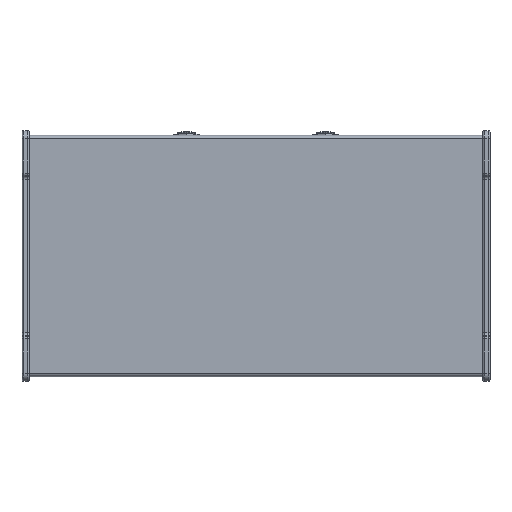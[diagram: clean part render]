
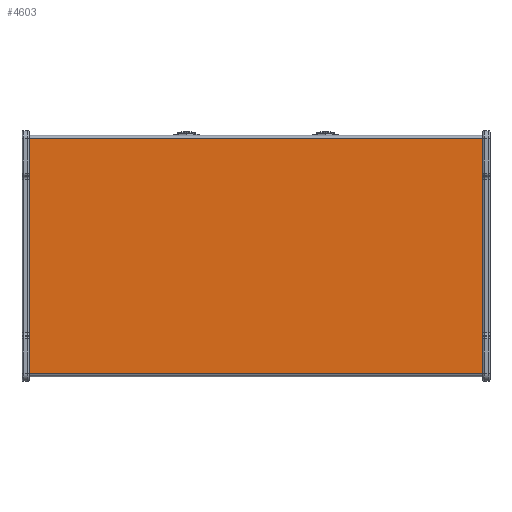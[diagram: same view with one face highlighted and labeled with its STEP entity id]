
A CAD part, front view. The second image highlights one B-rep face of the part: STEP entity #4603.
In plain terms, the highlighted planar face has unit normal (0, -1, 0).
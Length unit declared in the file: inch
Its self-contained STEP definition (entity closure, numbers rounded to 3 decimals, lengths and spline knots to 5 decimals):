
#3900 = EDGE_CURVE ( 'NONE', #18558, #18548, #9962, .T. ) ;
#3901 = EDGE_CURVE ( 'NONE', #18558, #18545, #9964, .T. ) ;
#3902 = EDGE_CURVE ( 'NONE', #18545, #18542, #9954, .T. ) ;
#3903 = EDGE_CURVE ( 'NONE', #18542, #18548, #9968, .T. ) ;
#4603 = ADVANCED_FACE ( 'NONE', ( #10197 ), #16225, .F. ) ;
#5286 = ORIENTED_EDGE ( 'NONE', *, *, #3901, .T. ) ;
#5287 = ORIENTED_EDGE ( 'NONE', *, *, #3900, .F. ) ;
#5293 = ORIENTED_EDGE ( 'NONE', *, *, #3902, .T. ) ;
#5295 = ORIENTED_EDGE ( 'NONE', *, *, #3903, .T. ) ;
#7288 = DIRECTION ( 'NONE',  ( 1., 0., 0. ) ) ;
#7289 = CARTESIAN_POINT ( 'NONE',  ( 7.75, -1.1479, -0.01043 ) ) ;
#7290 = DIRECTION ( 'NONE',  ( 0., 0., -1. ) ) ;
#7291 = DIRECTION ( 'NONE',  ( -1., 0., 0. ) ) ;
#7292 = CARTESIAN_POINT ( 'NONE',  ( 7.75, -1.1479, 3.99457 ) ) ;
#7293 = DIRECTION ( 'NONE',  ( 0., 0., -1. ) ) ;
#7294 = CARTESIAN_POINT ( 'NONE',  ( 7.75, -1.1479, -0.07043 ) ) ;
#7315 = CARTESIAN_POINT ( 'NONE',  ( 0., -1.1479, -0.07043 ) ) ;
#9954 = LINE ( 'NONE', #7315, #9969 ) ;
#9962 = LINE ( 'NONE', #7294, #9965 ) ;
#9964 = LINE ( 'NONE', #7292, #9967 ) ;
#9965 = VECTOR ( 'NONE', #7293, 39.37008 ) ;
#9967 = VECTOR ( 'NONE', #7291, 39.37008 ) ;
#9968 = LINE ( 'NONE', #7289, #9971 ) ;
#9969 = VECTOR ( 'NONE', #7290, 39.37008 ) ;
#9971 = VECTOR ( 'NONE', #7288, 39.37008 ) ;
#10197 = FACE_OUTER_BOUND ( 'NONE', #10890, .T. ) ;
#10890 = EDGE_LOOP ( 'NONE', ( #5287, #5286, #5293, #5295 ) ) ;
#13306 = AXIS2_PLACEMENT_3D ( 'NONE', #16221, #16227, #16228 ) ;
#14761 = CARTESIAN_POINT ( 'NONE',  ( 0., -1.1479, -0.01043 ) ) ;
#14764 = CARTESIAN_POINT ( 'NONE',  ( 0., -1.1479, 3.99457 ) ) ;
#14767 = CARTESIAN_POINT ( 'NONE',  ( 7.75, -1.1479, -0.01043 ) ) ;
#14777 = CARTESIAN_POINT ( 'NONE',  ( 7.75, -1.1479, 3.99457 ) ) ;
#16221 = CARTESIAN_POINT ( 'NONE',  ( 7.75, -1.1479, -0.07043 ) ) ;
#16225 = PLANE ( 'NONE',  #13306 ) ;
#16227 = DIRECTION ( 'NONE',  ( 0., 1., 0. ) ) ;
#16228 = DIRECTION ( 'NONE',  ( 0., 0., 1. ) ) ;
#18542 = VERTEX_POINT ( 'NONE', #14761 ) ;
#18545 = VERTEX_POINT ( 'NONE', #14764 ) ;
#18548 = VERTEX_POINT ( 'NONE', #14767 ) ;
#18558 = VERTEX_POINT ( 'NONE', #14777 ) ;
